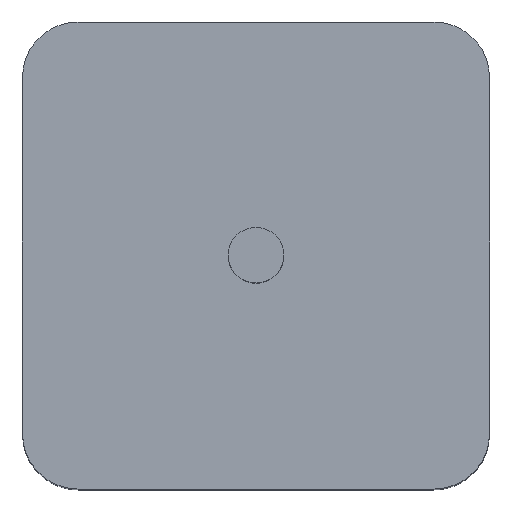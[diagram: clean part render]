
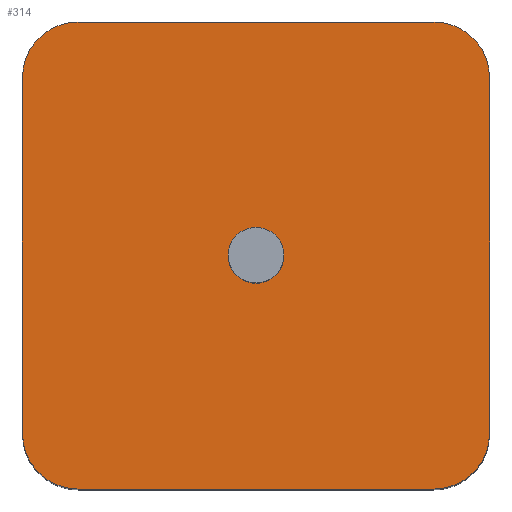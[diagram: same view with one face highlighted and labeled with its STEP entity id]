
A CAD part, top view. The second image highlights one B-rep face of the part: STEP entity #314.
In plain terms, the highlighted planar face has unit normal (0, 0, 1).
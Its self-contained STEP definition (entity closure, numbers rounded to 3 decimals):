
#1 = CARTESIAN_POINT ( 'NONE',  ( 21., 16., 48. ) ) ;
#49 = DIRECTION ( 'NONE',  ( 0., 0., 1. ) ) ;
#55 = CARTESIAN_POINT ( 'NONE',  ( -16., -21., 48. ) ) ;
#60 = CARTESIAN_POINT ( 'NONE',  ( -16., 21., 48. ) ) ;
#78 = AXIS2_PLACEMENT_3D ( 'NONE', #106, #763, #893 ) ;
#87 = VERTEX_POINT ( 'NONE', #749 ) ;
#91 = VECTOR ( 'NONE', #364, 1000. ) ;
#106 = CARTESIAN_POINT ( 'NONE',  ( 16., -16., 48. ) ) ;
#115 = EDGE_CURVE ( 'NONE', #808, #377, #756, .T. ) ;
#118 = DIRECTION ( 'NONE',  ( 1., 0., 0. ) ) ;
#124 = CARTESIAN_POINT ( 'NONE',  ( -16., 16., 48. ) ) ;
#126 = CIRCLE ( 'NONE', #767, 5. ) ;
#131 = FACE_BOUND ( 'NONE', #460, .T. ) ;
#133 = ORIENTED_EDGE ( 'NONE', *, *, #764, .T. ) ;
#135 = DIRECTION ( 'NONE',  ( -1., 0., 0. ) ) ;
#147 = ORIENTED_EDGE ( 'NONE', *, *, #115, .T. ) ;
#184 = CARTESIAN_POINT ( 'NONE',  ( 21., -21., 48. ) ) ;
#193 = FACE_OUTER_BOUND ( 'NONE', #718, .T. ) ;
#212 = VERTEX_POINT ( 'NONE', #60 ) ;
#248 = DIRECTION ( 'NONE',  ( 0., 0., 1. ) ) ;
#254 = CARTESIAN_POINT ( 'NONE',  ( -16., -16., 48. ) ) ;
#264 = DIRECTION ( 'NONE',  ( -1., 0., 0. ) ) ;
#278 = DIRECTION ( 'NONE',  ( 0., -1., 0. ) ) ;
#283 = LINE ( 'NONE', #920, #433 ) ;
#292 = AXIS2_PLACEMENT_3D ( 'NONE', #254, #248, #697 ) ;
#295 = EDGE_CURVE ( 'NONE', #601, #584, #283, .T. ) ;
#305 = CIRCLE ( 'NONE', #78, 5. ) ;
#314 = ADVANCED_FACE ( 'NONE', ( #131, #193 ), #425, .F. ) ;
#321 = VERTEX_POINT ( 'NONE', #850 ) ;
#325 = CIRCLE ( 'NONE', #548, 5. ) ;
#337 = EDGE_CURVE ( 'NONE', #556, #212, #505, .T. ) ;
#342 = DIRECTION ( 'NONE',  ( 0., 0., 1. ) ) ;
#356 = CIRCLE ( 'NONE', #783, 2.5 ) ;
#363 = CARTESIAN_POINT ( 'NONE',  ( 21., -16., 48. ) ) ;
#364 = DIRECTION ( 'NONE',  ( -1., 0., 0. ) ) ;
#366 = ORIENTED_EDGE ( 'NONE', *, *, #668, .T. ) ;
#368 = CARTESIAN_POINT ( 'NONE',  ( 0., 0., 48. ) ) ;
#372 = VECTOR ( 'NONE', #118, 1000. ) ;
#377 = VERTEX_POINT ( 'NONE', #1 ) ;
#387 = CIRCLE ( 'NONE', #292, 5. ) ;
#388 = CARTESIAN_POINT ( 'NONE',  ( 16., 21., 48. ) ) ;
#391 = ORIENTED_EDGE ( 'NONE', *, *, #295, .T. ) ;
#396 = ORIENTED_EDGE ( 'NONE', *, *, #712, .T. ) ;
#406 = AXIS2_PLACEMENT_3D ( 'NONE', #582, #706, #264 ) ;
#408 = DIRECTION ( 'NONE',  ( 0., 1., 0. ) ) ;
#409 = EDGE_CURVE ( 'NONE', #321, #674, #725, .T. ) ;
#420 = CARTESIAN_POINT ( 'NONE',  ( 0., 0., 48. ) ) ;
#424 = DIRECTION ( 'NONE',  ( -1., 0., 0. ) ) ;
#425 = PLANE ( 'NONE',  #406 ) ;
#433 = VECTOR ( 'NONE', #278, 1000. ) ;
#460 = EDGE_LOOP ( 'NONE', ( #936, #555 ) ) ;
#482 = EDGE_CURVE ( 'NONE', #584, #656, #387, .T. ) ;
#484 = LINE ( 'NONE', #772, #372 ) ;
#503 = EDGE_CURVE ( 'NONE', #87, #808, #305, .T. ) ;
#505 = LINE ( 'NONE', #636, #91 ) ;
#548 = AXIS2_PLACEMENT_3D ( 'NONE', #124, #342, #135 ) ;
#555 = ORIENTED_EDGE ( 'NONE', *, *, #737, .F. ) ;
#556 = VERTEX_POINT ( 'NONE', #388 ) ;
#557 = CARTESIAN_POINT ( 'NONE',  ( -21., 16., 48. ) ) ;
#566 = DIRECTION ( 'NONE',  ( 0., 0., 1. ) ) ;
#582 = CARTESIAN_POINT ( 'NONE',  ( 0., 0., 48. ) ) ;
#584 = VERTEX_POINT ( 'NONE', #909 ) ;
#601 = VERTEX_POINT ( 'NONE', #557 ) ;
#636 = CARTESIAN_POINT ( 'NONE',  ( -21., 21., 48. ) ) ;
#637 = ORIENTED_EDGE ( 'NONE', *, *, #482, .T. ) ;
#644 = DIRECTION ( 'NONE',  ( -1., 0., 0. ) ) ;
#656 = VERTEX_POINT ( 'NONE', #55 ) ;
#666 = DIRECTION ( 'NONE',  ( 0., 0., 1. ) ) ;
#668 = EDGE_CURVE ( 'NONE', #377, #556, #126, .T. ) ;
#674 = VERTEX_POINT ( 'NONE', #719 ) ;
#697 = DIRECTION ( 'NONE',  ( -1., 0., 0. ) ) ;
#706 = DIRECTION ( 'NONE',  ( 0., 0., -1. ) ) ;
#710 = CARTESIAN_POINT ( 'NONE',  ( 16., 16., 48. ) ) ;
#712 = EDGE_CURVE ( 'NONE', #212, #601, #325, .T. ) ;
#718 = EDGE_LOOP ( 'NONE', ( #391, #637, #133, #890, #147, #366, #900, #396 ) ) ;
#719 = CARTESIAN_POINT ( 'NONE',  ( 2.5, 0., 48. ) ) ;
#725 = CIRCLE ( 'NONE', #928, 2.5 ) ;
#737 = EDGE_CURVE ( 'NONE', #674, #321, #356, .T. ) ;
#749 = CARTESIAN_POINT ( 'NONE',  ( 16., -21., 48. ) ) ;
#756 = LINE ( 'NONE', #184, #877 ) ;
#763 = DIRECTION ( 'NONE',  ( 0., 0., 1. ) ) ;
#764 = EDGE_CURVE ( 'NONE', #656, #87, #484, .T. ) ;
#767 = AXIS2_PLACEMENT_3D ( 'NONE', #710, #566, #644 ) ;
#772 = CARTESIAN_POINT ( 'NONE',  ( -21., -21., 48. ) ) ;
#783 = AXIS2_PLACEMENT_3D ( 'NONE', #420, #49, #424 ) ;
#808 = VERTEX_POINT ( 'NONE', #363 ) ;
#850 = CARTESIAN_POINT ( 'NONE',  ( -2.5, 0., 48. ) ) ;
#874 = DIRECTION ( 'NONE',  ( -1., 0., 0. ) ) ;
#877 = VECTOR ( 'NONE', #408, 1000. ) ;
#890 = ORIENTED_EDGE ( 'NONE', *, *, #503, .T. ) ;
#893 = DIRECTION ( 'NONE',  ( -1., 0., 0. ) ) ;
#900 = ORIENTED_EDGE ( 'NONE', *, *, #337, .T. ) ;
#909 = CARTESIAN_POINT ( 'NONE',  ( -21., -16., 48. ) ) ;
#920 = CARTESIAN_POINT ( 'NONE',  ( -21., -21., 48. ) ) ;
#928 = AXIS2_PLACEMENT_3D ( 'NONE', #368, #666, #874 ) ;
#936 = ORIENTED_EDGE ( 'NONE', *, *, #409, .F. ) ;
